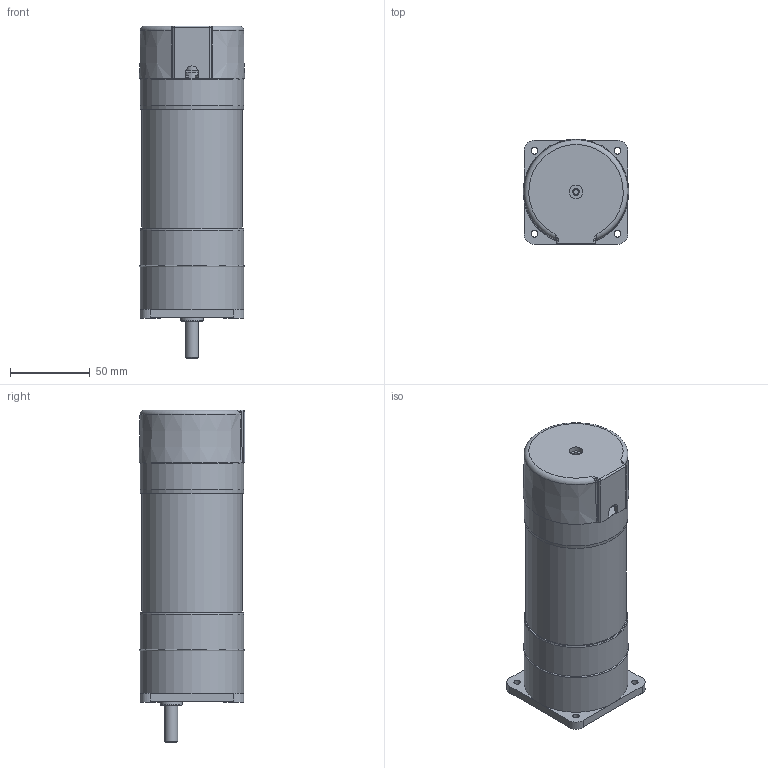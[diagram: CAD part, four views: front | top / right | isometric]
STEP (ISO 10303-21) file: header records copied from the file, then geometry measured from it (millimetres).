
FILE_DESCRIPTION((''),'2;1');
FILE_NAME('ZG_86_000023_ASM86SG_KK_IP40_WelleRund_Rev0.stp','2016-06-01T09:39:01',('Zeichen-PC'),(''),'Autodesk Inventor 2010','Autodesk Inventor 2010','');
FILE_SCHEMA(('AUTOMOTIVE_DESIGN { 1 0 10303 214 1 1 1 1 }'));
Length unit declared in the file: millimetre
Products named in the file (10): ZG_86_000023_ASM86SG_KK_IP40_WelleRund_Rev0; 5101-STG-Metall; ZG_5002080_Stator_80er_Platzhalter_schwarz; LagerschaleB3-ZG-Rev1-0; DIN EN 24036 M5; SchraubeDIN7045 - M4 x85; SchraubeDIN7045 - M4 x65; LochNippel; ZG_51108x67_Endwelle_8x67_STANDARD_Rev0; Klemmkasten mit Kabeleintritsloch
Assembly tree (14 placements, depth 2):
  ZG_86_000023_ASM86SG_KK_IP40_WelleRund_Rev0
    5101-STG-Metall
    ZG_5002080_Stator_80er_Platzhalter_schwarz
    LagerschaleB3-ZG-Rev1-0
    DIN EN 24036 M5  x3
    SchraubeDIN7045 - M4 x85  x3
    SchraubeDIN7045 - M4 x65
    LochNippel  x2
    ZG_51108x67_Endwelle_8x67_STANDARD_Rev0
    Klemmkasten mit Kabeleintritsloch
Bounding box: 66.13 x 66.15 x 207.9 mm (x, y, z)
Volume: 349919.9 mm3; surface area: 104882.1 mm2
Topology: 14 solids, 14 shells, 462 faces, 1082 edges, 678 vertices
Faces by surface type: plane 187, cylinder 90, bspline 76, cone 72, torus 31, sphere 6
Full cylindrical faces by diameter (mm): 2.5 x2, 3.621 x4, 4 x4, 4.1 x8, 4.3 x1, 5.2 x3, 6 x1, 8 x3, 8.5 x3, 10 x1, 10.5 x2, 12 x3, 12.009 x2, 13 x4, 14 x1, 15.5 x1, 16 x1, 61 x1, 63 x2, 65 x3
Entity records: 12385 total; most frequent: CARTESIAN_POINT 4117, DIRECTION 1615, ORIENTED_EDGE 1478, EDGE_CURVE 739, AXIS2_PLACEMENT_3D 668, EDGE_LOOP 559, VERTEX_POINT 520, FACE_OUTER_BOUND 374
